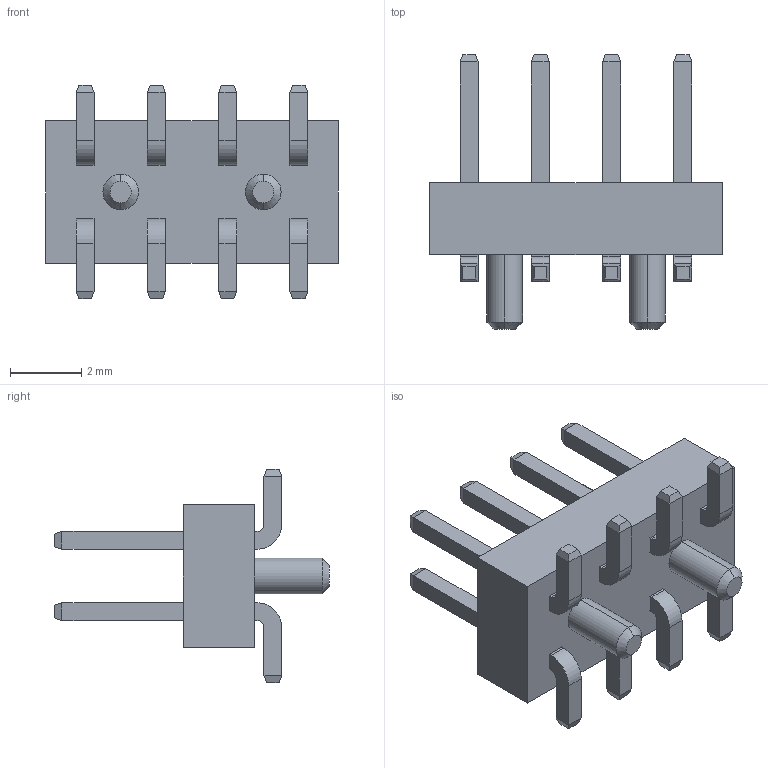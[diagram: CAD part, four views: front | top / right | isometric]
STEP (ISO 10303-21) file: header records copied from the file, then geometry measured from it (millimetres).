
FILE_DESCRIPTION (( 'STEP AP214' ), '1' );
FILE_NAME ('BF030-08A-B1-0360-0277-0600-LB.STEP', '2024-02-21T18:21:31', ( '' ), ( '' ), 'SwSTEP 2.0', 'SolidWorks 2021', '' );
FILE_SCHEMA (( 'AUTOMOTIVE_DESIGN' ));
Length unit declared in the file: millimetre
Products named in the file (3): pin^BF030-xxxx; body^BF030-xxxx_08; BF030-08A-B1-0360-0277-0600-LB
Assembly tree (5 placements, depth 2):
  BF030-08A-B1-0360-0277-0600-LB
    body^BF030-xxxx_08
    pin^BF030-xxxx  x4
Bounding box: 8.2 x 7.7 x 6 mm (x, y, z)
Volume: 80.4 mm3; surface area: 283 mm2
Topology: 9 solids, 9 shells, 192 faces, 448 edges, 276 vertices
Faces by surface type: plane 168, cylinder 20, cone 4
Entity records: 2607 total; most frequent: CARTESIAN_POINT 432, ORIENTED_EDGE 416, DIRECTION 412, EDGE_CURVE 208, LINE 188, VECTOR 188, VERTEX_POINT 132, AXIS2_PLACEMENT_3D 112
